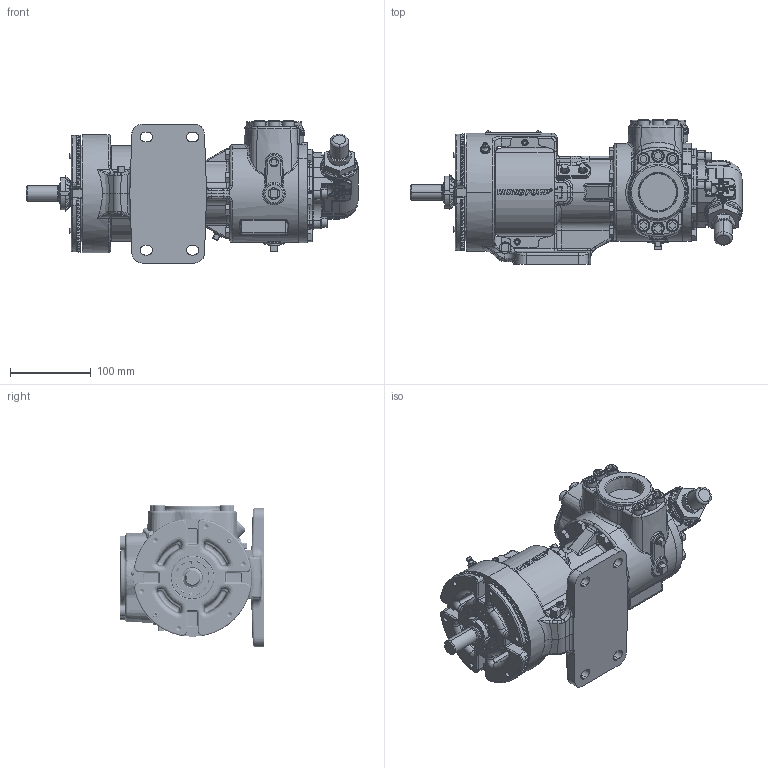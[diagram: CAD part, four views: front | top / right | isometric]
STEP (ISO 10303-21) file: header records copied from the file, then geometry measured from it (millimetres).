
FILE_DESCRIPTION (( 'STEP AP214' ), '1' );
FILE_NAME ('HV-4181.STEP', '2024-04-02T21:09:02', ( '' ), ( '' ), 'SwSTEP 2.0', 'SolidWorks 2022', '' );
FILE_SCHEMA (( 'AUTOMOTIVE_DESIGN' ));
Length unit declared in the file: inch
Products named in the file (1): HV-4181
Bounding box: 410.15 x 178.69 x 175.51 mm (x, y, z)
Volume: 3413242.5 mm3; surface area: 357921.6 mm2
Topology: 1 solids, 13 shells, 5414 faces, 13944 edges, 8744 vertices
Faces by surface type: bspline 1774, plane 1760, cylinder 1018, cone 543, torus 197, sphere 122
Entity records: 307161 total; most frequent: CARTESIAN_POINT 120113, ORIENTED_EDGE 27644, DIRECTION 19278, EDGE_CURVE 13822, VERTEX_POINT 8724, AXIS2_PLACEMENT_3D 6907, EDGE_LOOP 5740, LINE 5464
